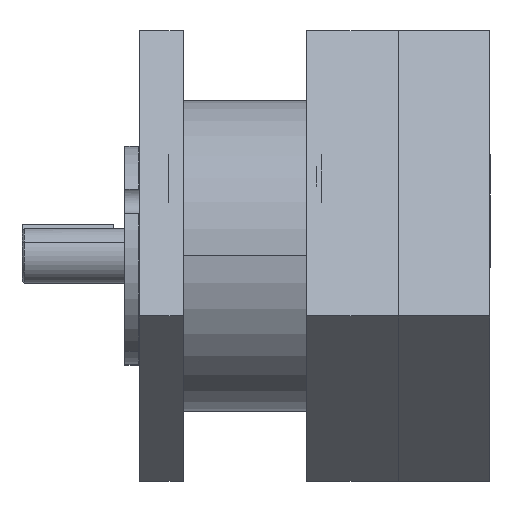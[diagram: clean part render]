
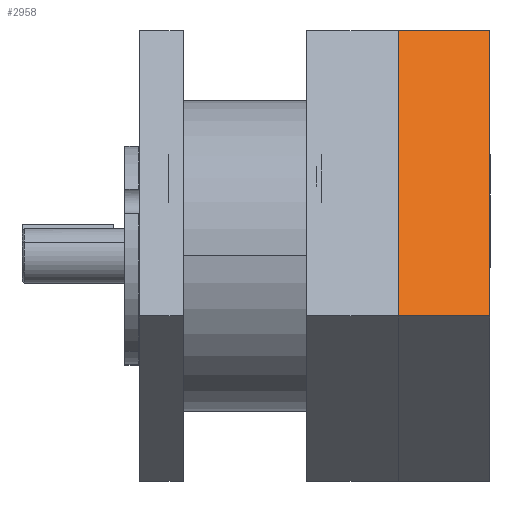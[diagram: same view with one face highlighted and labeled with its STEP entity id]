
A CAD part, top view. The second image highlights one B-rep face of the part: STEP entity #2958.
In plain terms, the highlighted planar face has unit normal (0, 0.5, 0.866).
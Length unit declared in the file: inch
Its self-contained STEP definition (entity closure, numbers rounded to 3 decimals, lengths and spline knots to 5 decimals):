
#116 = VECTOR ( 'NONE', #6070, 39.37008 ) ;
#117 = VECTOR ( 'NONE', #5102, 39.37008 ) ;
#211 = VECTOR ( 'NONE', #5616, 39.37008 ) ;
#1083 = VECTOR ( 'NONE', #5527, 39.37008 ) ;
#1678 = VERTEX_POINT ( 'NONE', #4075 ) ;
#1866 = VERTEX_POINT ( 'NONE', #3976 ) ;
#1911 = VERTEX_POINT ( 'NONE', #4902 ) ;
#1914 = VERTEX_POINT ( 'NONE', #4771 ) ;
#2201 = FACE_OUTER_BOUND ( 'NONE', #4191, .T. ) ;
#2310 = AXIS2_PLACEMENT_3D ( 'NONE', #4780, #4775, #4770 ) ;
#2958 = ADVANCED_FACE ( 'NONE', ( #2201 ), #4785, .F. ) ;
#3315 = EDGE_CURVE ( 'NONE', #1914, #1911, #5447, .T. ) ;
#3432 = EDGE_CURVE ( 'NONE', #1911, #1678, #5619, .T. ) ;
#3528 = EDGE_CURVE ( 'NONE', #1866, #1678, #6080, .T. ) ;
#3882 = EDGE_CURVE ( 'NONE', #1914, #1866, #5529, .T. ) ;
#3976 = CARTESIAN_POINT ( 'NONE',  ( -1.9141, 1.99036, 10.3363 ) ) ;
#4075 = CARTESIAN_POINT ( 'NONE',  ( -1.2891, 1.99036, 10.3363 ) ) ;
#4191 = EDGE_LOOP ( 'NONE', ( #4605, #4608, #4278, #4768 ) ) ;
#4278 = ORIENTED_EDGE ( 'NONE', *, *, #3315, .T. ) ;
#4605 = ORIENTED_EDGE ( 'NONE', *, *, #3528, .F. ) ;
#4608 = ORIENTED_EDGE ( 'NONE', *, *, #3882, .F. ) ;
#4768 = ORIENTED_EDGE ( 'NONE', *, *, #3432, .T. ) ;
#4770 = DIRECTION ( 'NONE',  ( -1., 0., 0. ) ) ;
#4771 = CARTESIAN_POINT ( 'NONE',  ( -1.9141, 0.04181, 11.4613 ) ) ;
#4775 = DIRECTION ( 'NONE',  ( 0., -0.5, -0.866 ) ) ;
#4780 = CARTESIAN_POINT ( 'NONE',  ( -1.9141, 0.04181, 11.4613 ) ) ;
#4785 = PLANE ( 'NONE',  #2310 ) ;
#4902 = CARTESIAN_POINT ( 'NONE',  ( -1.2891, 0.04181, 11.4613 ) ) ;
#5102 = DIRECTION ( 'NONE',  ( 1., 0., 0. ) ) ;
#5307 = CARTESIAN_POINT ( 'NONE',  ( -1.9141, 0.04181, 11.4613 ) ) ;
#5447 = LINE ( 'NONE', #5307, #117 ) ;
#5527 = DIRECTION ( 'NONE',  ( 0., 0.866, -0.5 ) ) ;
#5528 = CARTESIAN_POINT ( 'NONE',  ( -1.9141, 0.04181, 11.4613 ) ) ;
#5529 = LINE ( 'NONE', #5528, #1083 ) ;
#5616 = DIRECTION ( 'NONE',  ( 0., 0.866, -0.5 ) ) ;
#5617 = CARTESIAN_POINT ( 'NONE',  ( -1.2891, 0.04181, 11.4613 ) ) ;
#5619 = LINE ( 'NONE', #5617, #211 ) ;
#6070 = DIRECTION ( 'NONE',  ( 1., 0., 0. ) ) ;
#6074 = CARTESIAN_POINT ( 'NONE',  ( -1.9141, 1.99036, 10.3363 ) ) ;
#6080 = LINE ( 'NONE', #6074, #116 ) ;
